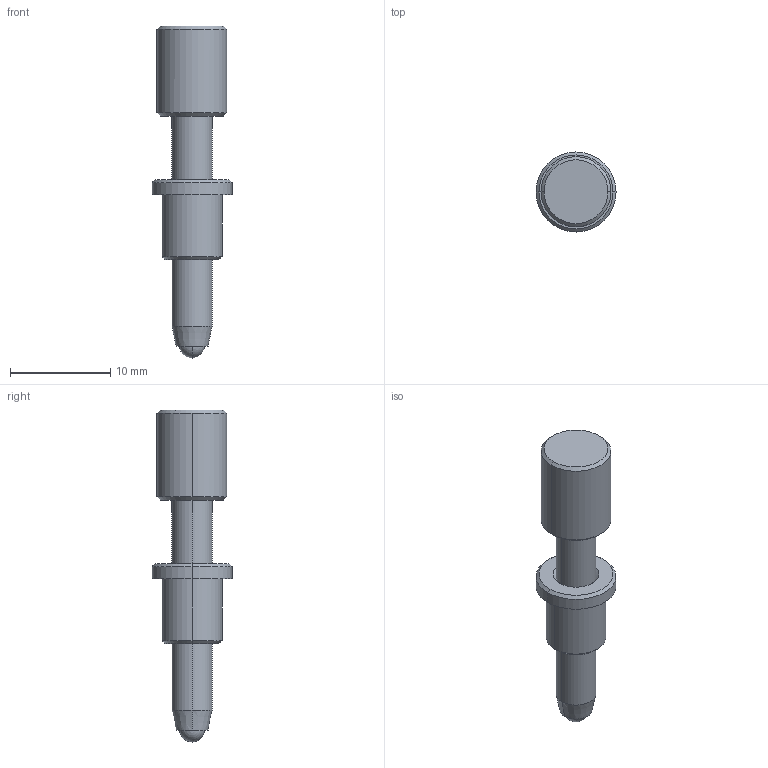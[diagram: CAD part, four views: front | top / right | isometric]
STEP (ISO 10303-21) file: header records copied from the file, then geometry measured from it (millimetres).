
FILE_DESCRIPTION (( 'STEP AP203' ), '1' );
FILE_NAME ('GCM-390203M 俋倛芞.STEP', '2019-01-16T07:45:04', ( 'china' ), ( 'china' ), 'SwSTEP 2.0', 'SolidWorks 2015', '' );
FILE_SCHEMA (( 'CONFIG_CONTROL_DESIGN' ));
Length unit declared in the file: millimetre
Products named in the file (1): GCM-390203M 俋倛芞
Bounding box: 8 x 8 x 33.2 mm (x, y, z)
Surface area: 833.5 mm2 (no closed solid volume)
Topology: 0 solids, 3 shells, 28 faces, 58 edges, 37 vertices
Faces by surface type: cone 12, cylinder 8, plane 6, sphere 2
Entity records: 831 total; most frequent: DIRECTION 154, CARTESIAN_POINT 124, ORIENTED_EDGE 108, AXIS2_PLACEMENT_3D 67, EDGE_CURVE 58, CIRCLE 38, VERTEX_POINT 37, EDGE_LOOP 33
